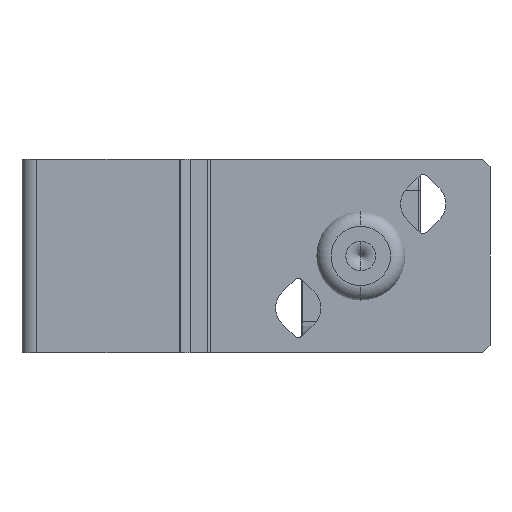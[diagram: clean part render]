
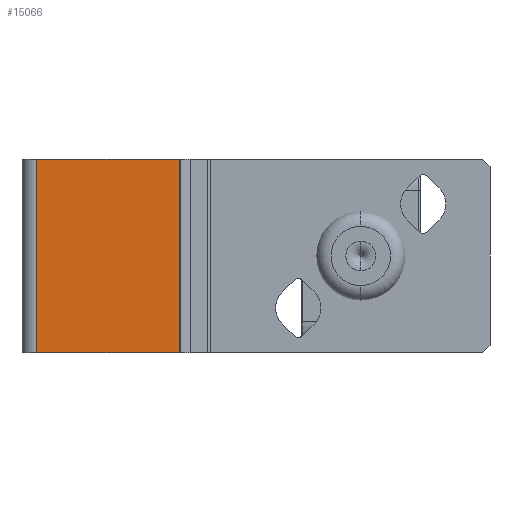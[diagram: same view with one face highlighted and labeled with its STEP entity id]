
A CAD part, front view. The second image highlights one B-rep face of the part: STEP entity #15066.
In plain terms, the highlighted planar face has unit normal (0, -1, 0).
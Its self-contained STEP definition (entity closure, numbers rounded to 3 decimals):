
#949 = VERTEX_POINT ( 'NONE', #8543 ) ;
#2480 = VECTOR ( 'NONE', #2650, 1000. ) ;
#2650 = DIRECTION ( 'NONE',  ( 0., 0., 1. ) ) ;
#2653 = AXIS2_PLACEMENT_3D ( 'NONE', #9534, #5835, #15642 ) ;
#3464 = CARTESIAN_POINT ( 'NONE',  ( -621.137, -210.064, 13. ) ) ;
#3588 = VECTOR ( 'NONE', #8631, 1000. ) ;
#3777 = LINE ( 'NONE', #4146, #13958 ) ;
#4008 = EDGE_LOOP ( 'NONE', ( #9604, #6626, #9068, #7785 ) ) ;
#4146 = CARTESIAN_POINT ( 'NONE',  ( -621.137, -210.064, 0. ) ) ;
#4442 = CARTESIAN_POINT ( 'NONE',  ( -611.515, -210.064, 13. ) ) ;
#5054 = EDGE_CURVE ( 'NONE', #13281, #10528, #3777, .T. ) ;
#5835 = DIRECTION ( 'NONE',  ( 0., -1., 0. ) ) ;
#6107 = EDGE_CURVE ( 'NONE', #13281, #949, #12371, .T. ) ;
#6626 = ORIENTED_EDGE ( 'NONE', *, *, #11111, .T. ) ;
#7081 = EDGE_CURVE ( 'NONE', #15686, #949, #13345, .T. ) ;
#7280 = PLANE ( 'NONE',  #2653 ) ;
#7785 = ORIENTED_EDGE ( 'NONE', *, *, #6107, .F. ) ;
#8543 = CARTESIAN_POINT ( 'NONE',  ( -621.137, -210.064, 13. ) ) ;
#8631 = DIRECTION ( 'NONE',  ( 0., 0., 1. ) ) ;
#8744 = VECTOR ( 'NONE', #12215, 1000. ) ;
#8784 = LINE ( 'NONE', #12430, #3588 ) ;
#9068 = ORIENTED_EDGE ( 'NONE', *, *, #7081, .T. ) ;
#9534 = CARTESIAN_POINT ( 'NONE',  ( -621.137, -210.064, 0. ) ) ;
#9604 = ORIENTED_EDGE ( 'NONE', *, *, #5054, .T. ) ;
#10528 = VERTEX_POINT ( 'NONE', #11994 ) ;
#10727 = FACE_OUTER_BOUND ( 'NONE', #4008, .T. ) ;
#11111 = EDGE_CURVE ( 'NONE', #10528, #15686, #8784, .T. ) ;
#11994 = CARTESIAN_POINT ( 'NONE',  ( -611.515, -210.064, 0. ) ) ;
#12215 = DIRECTION ( 'NONE',  ( -1., 0., 0. ) ) ;
#12371 = LINE ( 'NONE', #13574, #2480 ) ;
#12430 = CARTESIAN_POINT ( 'NONE',  ( -611.515, -210.064, 0. ) ) ;
#13281 = VERTEX_POINT ( 'NONE', #15702 ) ;
#13345 = LINE ( 'NONE', #3464, #8744 ) ;
#13574 = CARTESIAN_POINT ( 'NONE',  ( -621.137, -210.064, 62.487 ) ) ;
#13958 = VECTOR ( 'NONE', #14970, 1000. ) ;
#14970 = DIRECTION ( 'NONE',  ( 1., 0., 0. ) ) ;
#15066 = ADVANCED_FACE ( 'NONE', ( #10727 ), #7280, .T. ) ;
#15642 = DIRECTION ( 'NONE',  ( 0., 0., -1. ) ) ;
#15686 = VERTEX_POINT ( 'NONE', #4442 ) ;
#15702 = CARTESIAN_POINT ( 'NONE',  ( -621.137, -210.064, 0. ) ) ;
